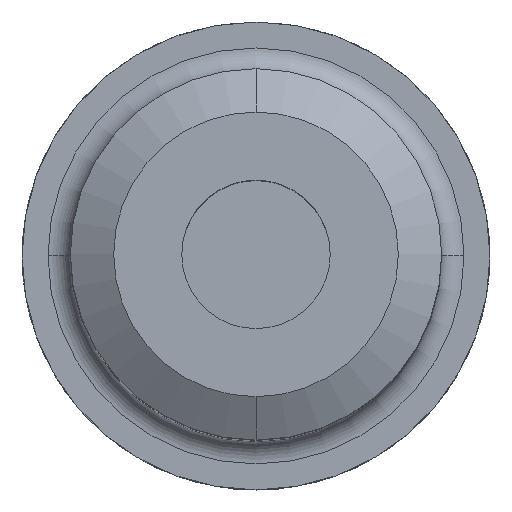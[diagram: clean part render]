
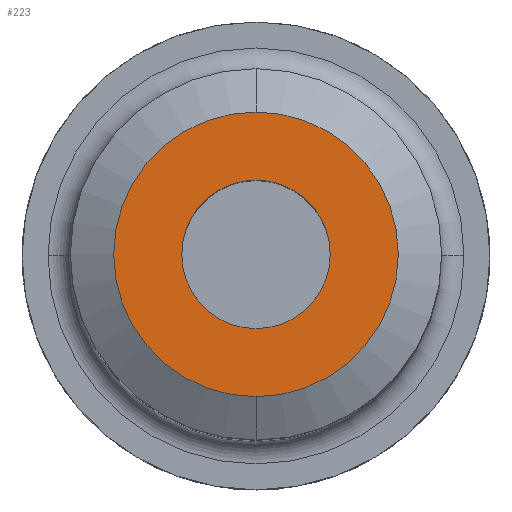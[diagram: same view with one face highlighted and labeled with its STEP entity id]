
A CAD part, top view. The second image highlights one B-rep face of the part: STEP entity #223.
In plain terms, the highlighted planar face has unit normal (0, 0, 1).
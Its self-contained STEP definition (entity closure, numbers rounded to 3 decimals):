
#79 = ORIENTED_EDGE ( 'NONE', *, *, #1209, .T. ) ;
#115 = ORIENTED_EDGE ( 'NONE', *, *, #1323, .F. ) ;
#144 = FACE_BOUND ( 'NONE', #1210, .T. ) ;
#223 = ADVANCED_FACE ( 'NONE', ( #144, #695 ), #497, .T. ) ;
#352 = AXIS2_PLACEMENT_3D ( 'NONE', #1370, #1668, #1812 ) ;
#497 = PLANE ( 'NONE',  #1238 ) ;
#511 = CARTESIAN_POINT ( 'NONE',  ( 0., -19.16, 150. ) ) ;
#597 = CARTESIAN_POINT ( 'NONE',  ( 0., 0., 150. ) ) ;
#657 = ORIENTED_EDGE ( 'NONE', *, *, #710, .F. ) ;
#695 = FACE_OUTER_BOUND ( 'NONE', #1546, .T. ) ;
#710 = EDGE_CURVE ( 'NONE', #1413, #749, #1122, .T. ) ;
#737 = DIRECTION ( 'NONE',  ( 0., 0., -1. ) ) ;
#749 = VERTEX_POINT ( 'NONE', #1217 ) ;
#764 = CIRCLE ( 'NONE', #1216, 10. ) ;
#768 = DIRECTION ( 'NONE',  ( 0., 1., 0. ) ) ;
#800 = CARTESIAN_POINT ( 'NONE',  ( 0., -10., 150. ) ) ;
#879 = VERTEX_POINT ( 'NONE', #800 ) ;
#912 = CARTESIAN_POINT ( 'NONE',  ( 0., 0., 150. ) ) ;
#929 = DIRECTION ( 'NONE',  ( 0., -1., 0. ) ) ;
#1122 = CIRCLE ( 'NONE', #1177, 19.16 ) ;
#1170 = DIRECTION ( 'NONE',  ( 0., 1., 0. ) ) ;
#1177 = AXIS2_PLACEMENT_3D ( 'NONE', #597, #737, #1616 ) ;
#1209 = EDGE_CURVE ( 'NONE', #1819, #879, #764, .T. ) ;
#1210 = EDGE_LOOP ( 'NONE', ( #79, #1637 ) ) ;
#1216 = AXIS2_PLACEMENT_3D ( 'NONE', #912, #1638, #768 ) ;
#1217 = CARTESIAN_POINT ( 'NONE',  ( 0., 19.16, 150. ) ) ;
#1238 = AXIS2_PLACEMENT_3D ( 'NONE', #1502, #1504, #929 ) ;
#1323 = EDGE_CURVE ( 'NONE', #749, #1413, #1632, .T. ) ;
#1370 = CARTESIAN_POINT ( 'NONE',  ( 0., 0., 150. ) ) ;
#1412 = CARTESIAN_POINT ( 'NONE',  ( 0., 10., 150. ) ) ;
#1413 = VERTEX_POINT ( 'NONE', #511 ) ;
#1463 = CIRCLE ( 'NONE', #1849, 10. ) ;
#1502 = CARTESIAN_POINT ( 'NONE',  ( 0., 19.16, 150. ) ) ;
#1504 = DIRECTION ( 'NONE',  ( 0., 0., 1. ) ) ;
#1546 = EDGE_LOOP ( 'NONE', ( #115, #657 ) ) ;
#1616 = DIRECTION ( 'NONE',  ( 0., 1., 0. ) ) ;
#1632 = CIRCLE ( 'NONE', #352, 19.16 ) ;
#1637 = ORIENTED_EDGE ( 'NONE', *, *, #1825, .T. ) ;
#1638 = DIRECTION ( 'NONE',  ( 0., 0., -1. ) ) ;
#1668 = DIRECTION ( 'NONE',  ( 0., 0., -1. ) ) ;
#1728 = DIRECTION ( 'NONE',  ( 0., 0., -1. ) ) ;
#1752 = CARTESIAN_POINT ( 'NONE',  ( 0., 0., 150. ) ) ;
#1812 = DIRECTION ( 'NONE',  ( 0., 1., 0. ) ) ;
#1819 = VERTEX_POINT ( 'NONE', #1412 ) ;
#1825 = EDGE_CURVE ( 'NONE', #879, #1819, #1463, .T. ) ;
#1849 = AXIS2_PLACEMENT_3D ( 'NONE', #1752, #1728, #1170 ) ;
